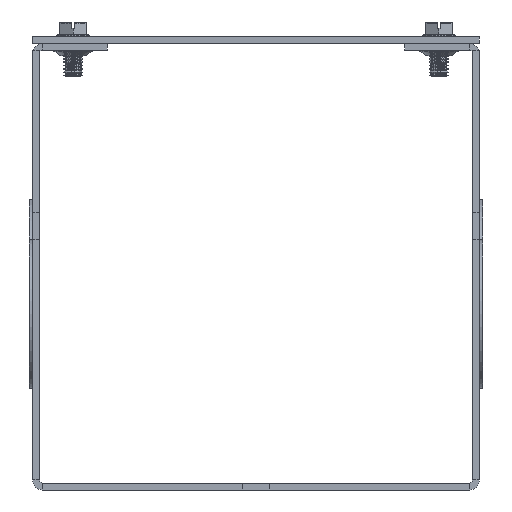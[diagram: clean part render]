
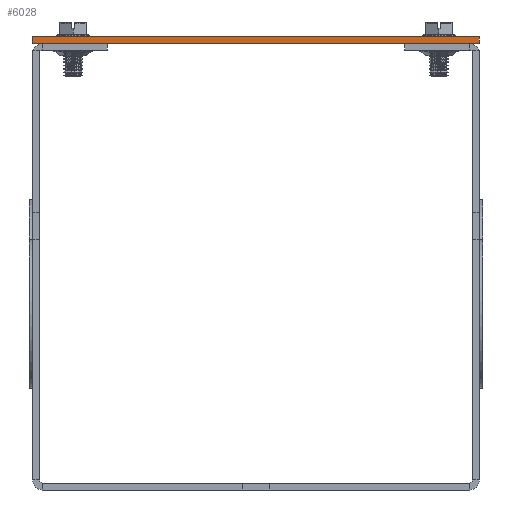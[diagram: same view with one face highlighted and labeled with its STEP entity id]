
A CAD part, left-side view. The second image highlights one B-rep face of the part: STEP entity #6028.
In plain terms, the highlighted face is planar.
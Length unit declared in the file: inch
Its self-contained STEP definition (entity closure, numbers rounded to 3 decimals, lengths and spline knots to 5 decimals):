
#399=LINE('',#10434,#679);
#401=LINE('',#10438,#681);
#402=LINE('',#10440,#682);
#403=LINE('',#10441,#683);
#679=VECTOR('',#8328,0.0625);
#681=VECTOR('',#8332,4.125);
#682=VECTOR('',#8333,0.0625);
#683=VECTOR('',#8334,4.125);
#890=PLANE('',#6724);
#1510=FACE_OUTER_BOUND('',#2129,.T.);
#2129=EDGE_LOOP('',(#4897,#4898,#4899,#4900));
#3059=VERTEX_POINT('',#10431);
#3060=VERTEX_POINT('',#10433);
#3061=VERTEX_POINT('',#10437);
#3062=VERTEX_POINT('',#10439);
#3714=EDGE_CURVE('',#3060,#3059,#399,.T.);
#3716=EDGE_CURVE('',#3059,#3061,#401,.T.);
#3717=EDGE_CURVE('',#3062,#3061,#402,.T.);
#3718=EDGE_CURVE('',#3062,#3060,#403,.T.);
#4897=ORIENTED_EDGE('',*,*,#3716,.T.);
#4898=ORIENTED_EDGE('',*,*,#3717,.F.);
#4899=ORIENTED_EDGE('',*,*,#3718,.T.);
#4900=ORIENTED_EDGE('',*,*,#3714,.T.);
#6028=ADVANCED_FACE('',(#1510),#890,.T.);
#6724=AXIS2_PLACEMENT_3D('',#10436,#8330,#8331);
#8328=DIRECTION('',(0.,0.,1.));
#8330=DIRECTION('center_axis',(1.,0.,0.));
#8331=DIRECTION('ref_axis',(0.,0.,-1.));
#8332=DIRECTION('',(0.,-1.,0.));
#8333=DIRECTION('',(0.,0.,1.));
#8334=DIRECTION('',(0.,1.,0.));
#10431=CARTESIAN_POINT('',(48.,4.125,0.0625));
#10433=CARTESIAN_POINT('',(48.,4.125,0.));
#10434=CARTESIAN_POINT('',(48.,4.125,0.));
#10436=CARTESIAN_POINT('Origin',(48.,4.125,0.));
#10437=CARTESIAN_POINT('',(48.,0.,0.0625));
#10438=CARTESIAN_POINT('',(48.,0.,0.0625));
#10439=CARTESIAN_POINT('',(48.,0.,0.));
#10440=CARTESIAN_POINT('',(48.,0.,0.));
#10441=CARTESIAN_POINT('',(48.,0.,0.));
